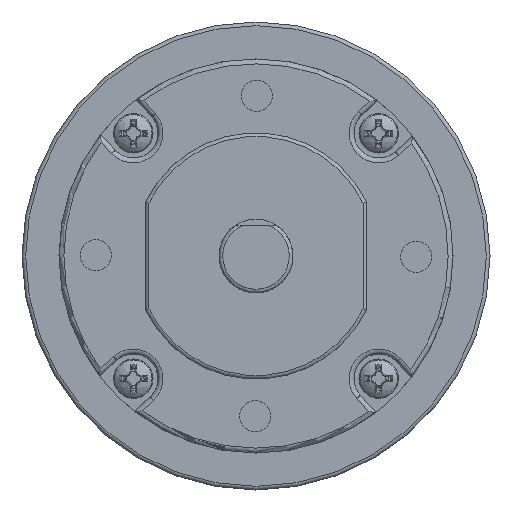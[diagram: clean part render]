
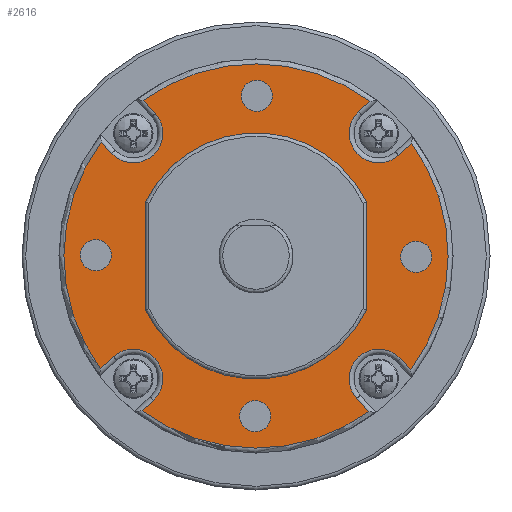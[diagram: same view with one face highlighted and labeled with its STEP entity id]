
A CAD part, front view. The second image highlights one B-rep face of the part: STEP entity #2616.
In plain terms, the highlighted planar face has unit normal (0, -1, 0).
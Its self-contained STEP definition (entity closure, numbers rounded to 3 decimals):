
#51=FACE_BOUND('',#786,.T.);
#52=FACE_BOUND('',#787,.T.);
#53=FACE_BOUND('',#788,.T.);
#54=FACE_BOUND('',#789,.T.);
#55=FACE_BOUND('',#790,.T.);
#118=PLANE('',#2897);
#223=LINE('',#8745,#366);
#227=LINE('',#8757,#370);
#231=LINE('',#8927,#374);
#232=LINE('',#8935,#375);
#234=LINE('',#8939,#377);
#237=LINE('',#8951,#380);
#238=LINE('',#8954,#381);
#241=LINE('',#8966,#384);
#242=LINE('',#8969,#385);
#245=LINE('',#8981,#388);
#366=VECTOR('',#3343,10.);
#370=VECTOR('',#3357,10.);
#374=VECTOR('',#3419,10.);
#375=VECTOR('',#3430,10.);
#377=VECTOR('',#3434,10.);
#380=VECTOR('',#3449,10.);
#381=VECTOR('',#3452,10.);
#384=VECTOR('',#3467,10.);
#385=VECTOR('',#3470,10.);
#388=VECTOR('',#3485,10.);
#628=FACE_OUTER_BOUND('',#785,.T.);
#785=EDGE_LOOP('',(#2327,#2328,#2329,#2330,#2331,#2332,#2333,#2334,#2335,
#2336,#2337,#2338,#2339,#2340,#2341,#2342));
#786=EDGE_LOOP('',(#2343,#2344,#2345,#2346));
#787=EDGE_LOOP('',(#2347));
#788=EDGE_LOOP('',(#2348));
#789=EDGE_LOOP('',(#2349));
#790=EDGE_LOOP('',(#2350));
#880=CIRCLE('',#2830,10.);
#882=CIRCLE('',#2835,10.);
#892=CIRCLE('',#2851,15.6);
#894=CIRCLE('',#2854,15.6);
#895=CIRCLE('',#2856,15.6);
#898=CIRCLE('',#2860,15.6);
#901=CIRCLE('',#2865,2.4);
#906=CIRCLE('',#2873,2.4);
#910=CIRCLE('',#2880,2.4);
#914=CIRCLE('',#2887,2.4);
#917=CIRCLE('',#2898,1.265);
#918=CIRCLE('',#2899,1.265);
#919=CIRCLE('',#2900,1.265);
#920=CIRCLE('',#2901,1.265);
#1233=VERTEX_POINT('',#8742);
#1234=VERTEX_POINT('',#8744);
#1235=VERTEX_POINT('',#8748);
#1237=VERTEX_POINT('',#8755);
#1247=VERTEX_POINT('',#8786);
#1248=VERTEX_POINT('',#8801);
#1251=VERTEX_POINT('',#8821);
#1252=VERTEX_POINT('',#8836);
#1253=VERTEX_POINT('',#8853);
#1254=VERTEX_POINT('',#8854);
#1259=VERTEX_POINT('',#8891);
#1260=VERTEX_POINT('',#8906);
#1262=VERTEX_POINT('',#8925);
#1264=VERTEX_POINT('',#8930);
#1265=VERTEX_POINT('',#8938);
#1267=VERTEX_POINT('',#8944);
#1269=VERTEX_POINT('',#8953);
#1271=VERTEX_POINT('',#8959);
#1273=VERTEX_POINT('',#8968);
#1275=VERTEX_POINT('',#8974);
#1285=VERTEX_POINT('',#9011);
#1286=VERTEX_POINT('',#9013);
#1287=VERTEX_POINT('',#9015);
#1288=VERTEX_POINT('',#9017);
#1570=EDGE_CURVE('',#1234,#1233,#223,.T.);
#1573=EDGE_CURVE('',#1233,#1235,#880,.T.);
#1576=EDGE_CURVE('',#1235,#1237,#227,.T.);
#1577=EDGE_CURVE('',#1237,#1234,#882,.T.);
#1590=EDGE_CURVE('',#1247,#1248,#892,.T.);
#1594=EDGE_CURVE('',#1251,#1252,#894,.T.);
#1596=EDGE_CURVE('',#1253,#1254,#895,.T.);
#1602=EDGE_CURVE('',#1259,#1260,#898,.T.);
#1606=EDGE_CURVE('',#1262,#1259,#231,.T.);
#1608=EDGE_CURVE('',#1264,#1262,#901,.T.);
#1610=EDGE_CURVE('',#1254,#1264,#232,.T.);
#1612=EDGE_CURVE('',#1260,#1265,#234,.T.);
#1617=EDGE_CURVE('',#1265,#1267,#906,.T.);
#1619=EDGE_CURVE('',#1267,#1251,#237,.T.);
#1620=EDGE_CURVE('',#1248,#1269,#238,.T.);
#1625=EDGE_CURVE('',#1269,#1271,#910,.T.);
#1627=EDGE_CURVE('',#1271,#1253,#241,.T.);
#1628=EDGE_CURVE('',#1252,#1273,#242,.T.);
#1633=EDGE_CURVE('',#1273,#1275,#914,.T.);
#1635=EDGE_CURVE('',#1275,#1247,#245,.T.);
#1650=EDGE_CURVE('',#1285,#1285,#917,.F.);
#1651=EDGE_CURVE('',#1286,#1286,#918,.F.);
#1652=EDGE_CURVE('',#1287,#1287,#919,.F.);
#1653=EDGE_CURVE('',#1288,#1288,#920,.F.);
#2327=ORIENTED_EDGE('',*,*,#1602,.F.);
#2328=ORIENTED_EDGE('',*,*,#1606,.F.);
#2329=ORIENTED_EDGE('',*,*,#1608,.F.);
#2330=ORIENTED_EDGE('',*,*,#1610,.F.);
#2331=ORIENTED_EDGE('',*,*,#1596,.F.);
#2332=ORIENTED_EDGE('',*,*,#1627,.F.);
#2333=ORIENTED_EDGE('',*,*,#1625,.F.);
#2334=ORIENTED_EDGE('',*,*,#1620,.F.);
#2335=ORIENTED_EDGE('',*,*,#1590,.F.);
#2336=ORIENTED_EDGE('',*,*,#1635,.F.);
#2337=ORIENTED_EDGE('',*,*,#1633,.F.);
#2338=ORIENTED_EDGE('',*,*,#1628,.F.);
#2339=ORIENTED_EDGE('',*,*,#1594,.F.);
#2340=ORIENTED_EDGE('',*,*,#1619,.F.);
#2341=ORIENTED_EDGE('',*,*,#1617,.F.);
#2342=ORIENTED_EDGE('',*,*,#1612,.F.);
#2343=ORIENTED_EDGE('',*,*,#1570,.T.);
#2344=ORIENTED_EDGE('',*,*,#1573,.T.);
#2345=ORIENTED_EDGE('',*,*,#1576,.T.);
#2346=ORIENTED_EDGE('',*,*,#1577,.T.);
#2347=ORIENTED_EDGE('',*,*,#1650,.T.);
#2348=ORIENTED_EDGE('',*,*,#1651,.T.);
#2349=ORIENTED_EDGE('',*,*,#1652,.T.);
#2350=ORIENTED_EDGE('',*,*,#1653,.T.);
#2616=ADVANCED_FACE('',(#628,#51,#52,#53,#54,#55),#118,.F.);
#2830=AXIS2_PLACEMENT_3D('',#8750,#3348,#3349);
#2835=AXIS2_PLACEMENT_3D('',#8759,#3360,#3361);
#2851=AXIS2_PLACEMENT_3D('',#8802,#3394,#3395);
#2854=AXIS2_PLACEMENT_3D('',#8837,#3400,#3401);
#2856=AXIS2_PLACEMENT_3D('',#8855,#3404,#3405);
#2860=AXIS2_PLACEMENT_3D('',#8907,#3412,#3413);
#2865=AXIS2_PLACEMENT_3D('',#8932,#3424,#3425);
#2873=AXIS2_PLACEMENT_3D('',#8948,#3444,#3445);
#2880=AXIS2_PLACEMENT_3D('',#8963,#3462,#3463);
#2887=AXIS2_PLACEMENT_3D('',#8978,#3480,#3481);
#2897=AXIS2_PLACEMENT_3D('',#9010,#3514,#3515);
#2898=AXIS2_PLACEMENT_3D('',#9012,#3516,#3517);
#2899=AXIS2_PLACEMENT_3D('',#9014,#3518,#3519);
#2900=AXIS2_PLACEMENT_3D('',#9016,#3520,#3521);
#2901=AXIS2_PLACEMENT_3D('',#9018,#3522,#3523);
#3343=DIRECTION('',(0.,0.,1.));
#3348=DIRECTION('center_axis',(0.,1.,0.));
#3349=DIRECTION('ref_axis',(1.,0.,0.));
#3357=DIRECTION('',(0.,0.,-1.));
#3360=DIRECTION('center_axis',(0.,1.,0.));
#3361=DIRECTION('ref_axis',(1.,0.,0.));
#3394=DIRECTION('center_axis',(0.,1.,0.));
#3395=DIRECTION('ref_axis',(-1.,0.,0.005));
#3400=DIRECTION('center_axis',(0.,1.,0.));
#3401=DIRECTION('ref_axis',(-0.005,0.,-1.));
#3404=DIRECTION('center_axis',(0.,1.,0.));
#3405=DIRECTION('ref_axis',(0.005,0.,1.));
#3412=DIRECTION('center_axis',(0.,1.,0.));
#3413=DIRECTION('ref_axis',(1.,0.,-0.005));
#3419=DIRECTION('',(0.742,0.,0.671));
#3424=DIRECTION('center_axis',(0.,-1.,0.));
#3425=DIRECTION('ref_axis',(-0.736,0.,-0.677));
#3430=DIRECTION('',(-0.73,0.,-0.683));
#3434=DIRECTION('',(-0.683,0.,0.73));
#3444=DIRECTION('center_axis',(0.,-1.,0.));
#3445=DIRECTION('ref_axis',(-0.677,0.,0.736));
#3449=DIRECTION('',(0.671,0.,-0.742));
#3452=DIRECTION('',(0.683,0.,-0.73));
#3462=DIRECTION('center_axis',(0.,-1.,0.));
#3463=DIRECTION('ref_axis',(0.677,0.,-0.736));
#3467=DIRECTION('',(-0.671,0.,0.742));
#3470=DIRECTION('',(0.73,0.,0.683));
#3480=DIRECTION('center_axis',(0.,-1.,0.));
#3481=DIRECTION('ref_axis',(0.736,0.,0.677));
#3485=DIRECTION('',(-0.742,0.,-0.671));
#3514=DIRECTION('center_axis',(0.,1.,0.));
#3515=DIRECTION('ref_axis',(1.,0.,0.));
#3516=DIRECTION('center_axis',(0.,-1.,0.));
#3517=DIRECTION('ref_axis',(1.,0.,0.));
#3518=DIRECTION('center_axis',(0.,-1.,0.));
#3519=DIRECTION('ref_axis',(1.,0.,0.));
#3520=DIRECTION('center_axis',(0.,-1.,0.));
#3521=DIRECTION('ref_axis',(1.,0.,0.));
#3522=DIRECTION('center_axis',(0.,-1.,0.));
#3523=DIRECTION('ref_axis',(1.,0.,0.));
#8742=CARTESIAN_POINT('',(-9.,3.,4.359));
#8744=CARTESIAN_POINT('',(-9.,3.,-4.359));
#8745=CARTESIAN_POINT('',(-9.,3.,-2.179));
#8748=CARTESIAN_POINT('',(9.,3.,4.359));
#8750=CARTESIAN_POINT('Origin',(0.,3.,0.));
#8755=CARTESIAN_POINT('',(9.,3.,-4.359));
#8757=CARTESIAN_POINT('',(9.,3.,-2.179));
#8759=CARTESIAN_POINT('Origin',(0.,3.,0.));
#8786=CARTESIAN_POINT('',(-12.638,3.,-9.146));
#8801=CARTESIAN_POINT('',(-12.571,3.,9.238));
#8802=CARTESIAN_POINT('Origin',(0.,3.,0.));
#8821=CARTESIAN_POINT('',(9.146,3.,-12.638));
#8836=CARTESIAN_POINT('',(-9.238,3.,-12.571));
#8837=CARTESIAN_POINT('Origin',(0.,3.,0.));
#8853=CARTESIAN_POINT('',(-9.146,3.,12.638));
#8854=CARTESIAN_POINT('',(9.238,3.,12.571));
#8855=CARTESIAN_POINT('Origin',(0.,3.,0.));
#8891=CARTESIAN_POINT('',(12.638,3.,9.146));
#8906=CARTESIAN_POINT('',(12.571,3.,-9.238));
#8907=CARTESIAN_POINT('Origin',(0.,3.,0.));
#8925=CARTESIAN_POINT('',(11.572,3.,8.183));
#8927=CARTESIAN_POINT('',(7.048,3.,4.094));
#8930=CARTESIAN_POINT('',(8.324,3.,11.716));
#8932=CARTESIAN_POINT('Origin',(9.963,3.,9.963));
#8935=CARTESIAN_POINT('',(3.181,3.,6.907));
#8938=CARTESIAN_POINT('',(11.716,3.,-8.324));
#8939=CARTESIAN_POINT('',(6.907,3.,-3.181));
#8944=CARTESIAN_POINT('',(8.183,3.,-11.572));
#8948=CARTESIAN_POINT('Origin',(9.963,3.,-9.963));
#8951=CARTESIAN_POINT('',(4.094,3.,-7.048));
#8953=CARTESIAN_POINT('',(-11.716,3.,8.324));
#8954=CARTESIAN_POINT('',(-6.907,3.,3.181));
#8959=CARTESIAN_POINT('',(-8.183,3.,11.572));
#8963=CARTESIAN_POINT('Origin',(-9.963,3.,9.963));
#8966=CARTESIAN_POINT('',(-4.094,3.,7.048));
#8968=CARTESIAN_POINT('',(-8.324,3.,-11.716));
#8969=CARTESIAN_POINT('',(-3.181,3.,-6.907));
#8974=CARTESIAN_POINT('',(-11.572,3.,-8.183));
#8978=CARTESIAN_POINT('Origin',(-9.963,3.,-9.963));
#8981=CARTESIAN_POINT('',(-7.048,3.,-4.094));
#9010=CARTESIAN_POINT('Origin',(0.,3.,0.));
#9011=CARTESIAN_POINT('',(-14.265,3.,0.07));
#9012=CARTESIAN_POINT('Origin',(-13.,3.,0.07));
#9013=CARTESIAN_POINT('',(-1.195,3.,13.));
#9014=CARTESIAN_POINT('Origin',(0.07,3.,13.));
#9015=CARTESIAN_POINT('',(-1.334,3.,-13.));
#9016=CARTESIAN_POINT('Origin',(-0.07,3.,-13.));
#9017=CARTESIAN_POINT('',(11.736,3.,-0.07));
#9018=CARTESIAN_POINT('Origin',(13.,3.,-0.07));
